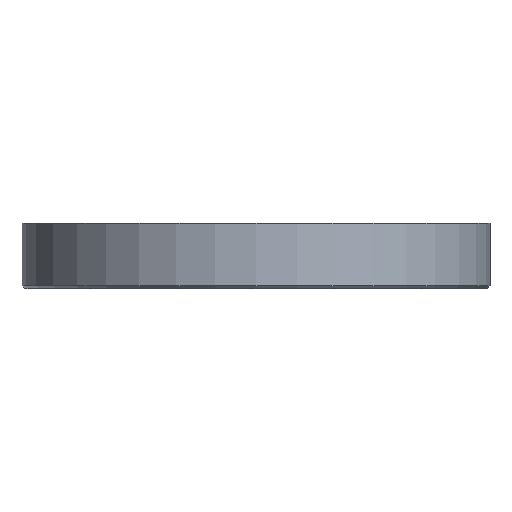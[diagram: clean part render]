
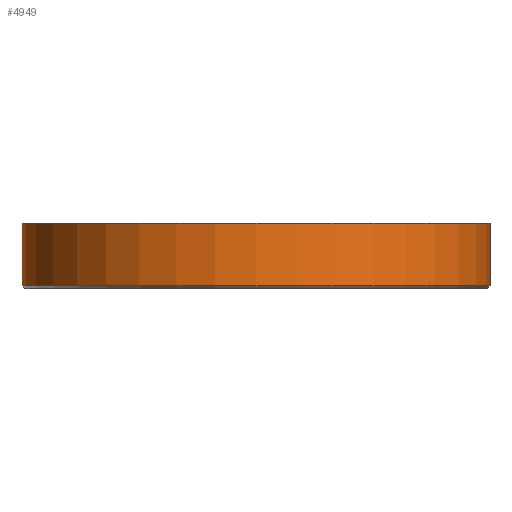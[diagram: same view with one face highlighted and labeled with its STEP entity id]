
A CAD part, front view. The second image highlights one B-rep face of the part: STEP entity #4949.
In plain terms, the highlighted cylindrical face has radius 90 mm (diameter 180 mm), a partial arc.
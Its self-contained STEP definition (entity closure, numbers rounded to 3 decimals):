
#814 = CARTESIAN_POINT ( 'NONE',  ( -90., 0., 25. ) ) ;
#1541 = DIRECTION ( 'NONE',  ( -1., 0., 0. ) ) ;
#1696 = CARTESIAN_POINT ( 'NONE',  ( -90., 0., 1. ) ) ;
#1783 = VERTEX_POINT ( 'NONE', #12456 ) ;
#2066 = ORIENTED_EDGE ( 'NONE', *, *, #8498, .T. ) ;
#2072 = CIRCLE ( 'NONE', #12941, 90. ) ;
#2812 = AXIS2_PLACEMENT_3D ( 'NONE', #5621, #11616, #1541 ) ;
#3265 = EDGE_LOOP ( 'NONE', ( #9901, #12441, #8100, #2066 ) ) ;
#4195 = CARTESIAN_POINT ( 'NONE',  ( 0., 0., 25. ) ) ;
#4246 = VERTEX_POINT ( 'NONE', #12762 ) ;
#4787 = CIRCLE ( 'NONE', #10559, 90. ) ;
#4949 = ADVANCED_FACE ( 'NONE', ( #10732 ), #13302, .T. ) ;
#5028 = CARTESIAN_POINT ( 'NONE',  ( -90., 0., 25. ) ) ;
#5621 = CARTESIAN_POINT ( 'NONE',  ( 0., 0., 25. ) ) ;
#5888 = DIRECTION ( 'NONE',  ( 1., 0., 0. ) ) ;
#6417 = DIRECTION ( 'NONE',  ( 0., 0., -1. ) ) ;
#6709 = LINE ( 'NONE', #5028, #9938 ) ;
#7318 = VERTEX_POINT ( 'NONE', #1696 ) ;
#8100 = ORIENTED_EDGE ( 'NONE', *, *, #11898, .T. ) ;
#8498 = EDGE_CURVE ( 'NONE', #7318, #4246, #2072, .T. ) ;
#8573 = CARTESIAN_POINT ( 'NONE',  ( 90., 0., 25. ) ) ;
#8885 = CARTESIAN_POINT ( 'NONE',  ( 0., 0., 1. ) ) ;
#8985 = LINE ( 'NONE', #8573, #12824 ) ;
#9063 = EDGE_CURVE ( 'NONE', #1783, #4246, #8985, .T. ) ;
#9901 = ORIENTED_EDGE ( 'NONE', *, *, #9063, .F. ) ;
#9938 = VECTOR ( 'NONE', #12068, 1000. ) ;
#10298 = DIRECTION ( 'NONE',  ( 0., 0., 1. ) ) ;
#10559 = AXIS2_PLACEMENT_3D ( 'NONE', #4195, #10298, #11315 ) ;
#10732 = FACE_OUTER_BOUND ( 'NONE', #3265, .T. ) ;
#11208 = EDGE_CURVE ( 'NONE', #11948, #1783, #4787, .T. ) ;
#11315 = DIRECTION ( 'NONE',  ( 1., 0., 0. ) ) ;
#11616 = DIRECTION ( 'NONE',  ( 0., 0., -1. ) ) ;
#11898 = EDGE_CURVE ( 'NONE', #11948, #7318, #6709, .T. ) ;
#11948 = VERTEX_POINT ( 'NONE', #814 ) ;
#12018 = DIRECTION ( 'NONE',  ( 0., 0., 1. ) ) ;
#12068 = DIRECTION ( 'NONE',  ( 0., 0., -1. ) ) ;
#12441 = ORIENTED_EDGE ( 'NONE', *, *, #11208, .F. ) ;
#12456 = CARTESIAN_POINT ( 'NONE',  ( 90., 0., 25. ) ) ;
#12762 = CARTESIAN_POINT ( 'NONE',  ( 90., 0., 1. ) ) ;
#12824 = VECTOR ( 'NONE', #6417, 1000. ) ;
#12941 = AXIS2_PLACEMENT_3D ( 'NONE', #8885, #12018, #5888 ) ;
#13302 = CYLINDRICAL_SURFACE ( 'NONE', #2812, 90. ) ;
